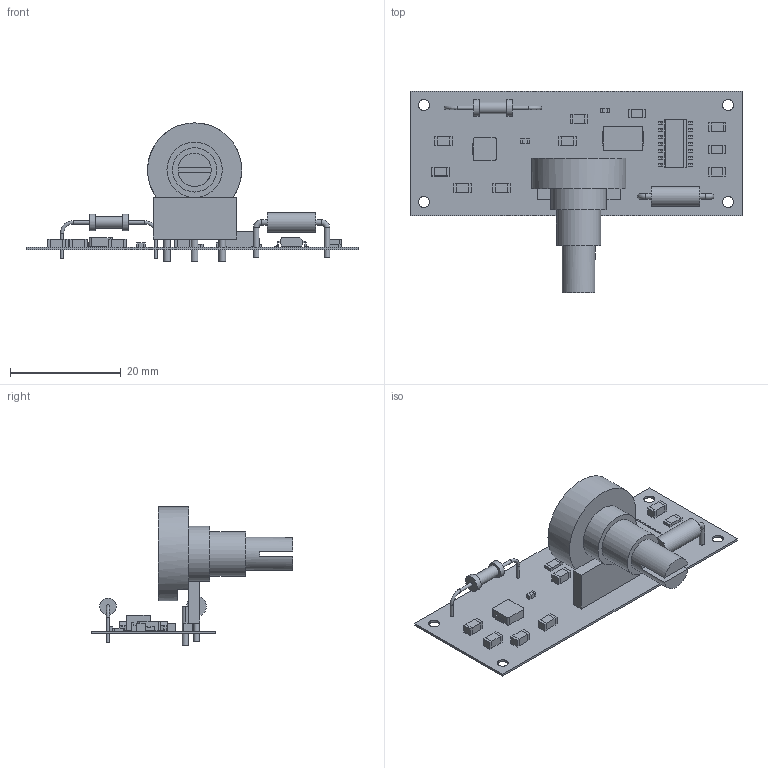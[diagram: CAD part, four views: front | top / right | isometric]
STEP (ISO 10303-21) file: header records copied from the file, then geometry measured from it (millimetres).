
FILE_DESCRIPTION(('Open CASCADE Model'),'2;1');
FILE_NAME('Open CASCADE Shape Model','2025-06-09T17:06:31',('Author'),( 'Open CASCADE'),'Open CASCADE STEP processor 6.8','Open CASCADE 6.8' ,'Unknown');
FILE_SCHEMA(('AUTOMOTIVE_DESIGN { 1 0 10303 214 1 1 1 1 }'));
Length unit declared in the file: millimetre
Products named in the file (29): PCB; Board; VD1; 栺颬; R7; res_1206; R6; Term; R5; R4; R3; 16ê1.m3d; R2; R1; L1; Êàòóøêà; F1; Fuse; DA1; SOIC-14; C7; cond_1206; C6; C5; C4; Korpus_D; C3; C2; C1
Assembly tree (37 placements, depth 3):
  PCB
    Board
    VD1
      栺颬
    R7
      res_1206
    R6
      Term
    R5
      res_1206
    R4
      Term
    R3
      16ê1.m3d
    R2
      res_1206
    R1
      res_1206
    L1
      Êàòóøêà
    F1
      Fuse
    DA1
      SOIC-14
    C7
      cond_1206
    C6
      cond_1206
    C5
      cond_1206
    C4
      Korpus_D
    C3
      cond_1206
    C2
      cond_1206
    C1
      cond_1206
Bounding box: 60 x 36.4 x 25 mm (x, y, z)
Volume: 3215.9 mm3; surface area: 5263.8 mm2
Topology: 57 solids, 57 shells, 562 faces, 1308 edges, 868 vertices
Faces by surface type: plane 466, cylinder 92, torus 4
Full cylindrical faces by diameter (mm): 0.6 x6, 1 x6, 1.2 x6, 2 x4, 2.1 x1, 3 x2, 3.6 x1, 6 x1, 8 x1, 10 x1, 17 x1
Entity records: 15189 total; most frequent: CARTESIAN_POINT 2117, DIRECTION 2035, ORIENTED_EDGE 1968, EDGE_CURVE 984, LINE 763, VECTOR 763, VERTEX_POINT 652, AXIS2_PLACEMENT_3D 636
